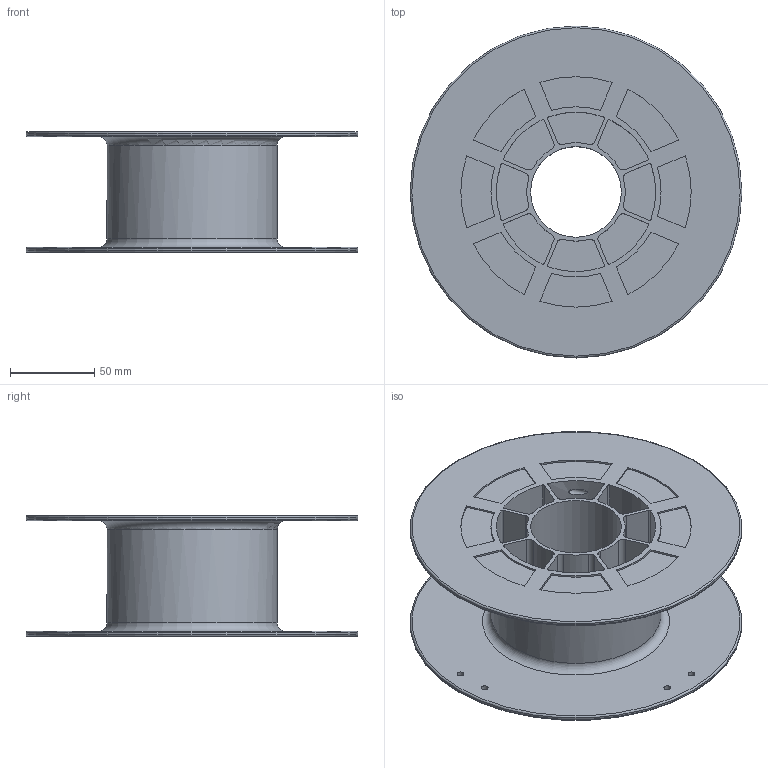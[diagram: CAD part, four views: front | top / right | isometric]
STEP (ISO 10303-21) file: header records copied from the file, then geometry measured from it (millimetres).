
FILE_DESCRIPTION(('FreeCAD Model'),'2;1');
FILE_NAME( 'pla-reel.step', '2015-01-04T10:15:02',('FreeCAD'),('FreeCAD'), 'Open CASCADE STEP processor 6.7','FreeCAD','Unknown');
FILE_SCHEMA(('AUTOMOTIVE_DESIGN_CC2 { 1 2 10303 214 -1 1 5 4 }'));
Length unit declared in the file: millimetre
Products named in the file (1): PLA-reel
Bounding box: 196.37 x 196.37 x 71.5 mm (x, y, z)
Volume: 254664.9 mm3; surface area: 185788.3 mm2
Topology: 1 solids, 1 shells, 391 faces, 1032 edges, 686 vertices
Faces by surface type: plane 151, cylinder 147, extrusion 87, torus 6
Full cylindrical faces by diameter (mm): 4 x9, 53.68 x1, 100.7 x1, 196.37 x2
Entity records: 26899 total; most frequent: CARTESIAN_POINT 6834, DIRECTION 3519, VECTOR 2202, LINE 2115, ORIENTED_EDGE 2064, PCURVE 2064, DEFINITIONAL_REPRESENTATION 2064, EDGE_CURVE 1032
